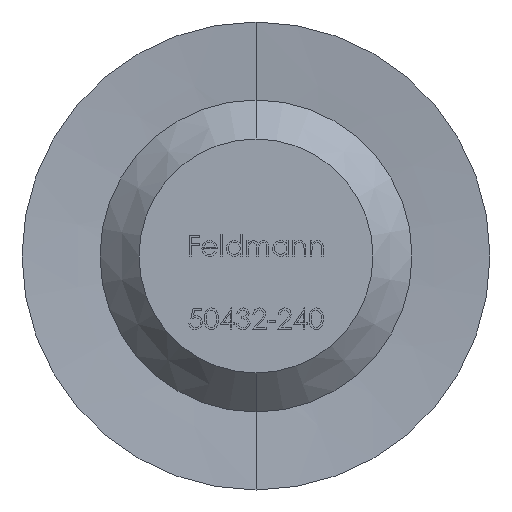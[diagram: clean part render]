
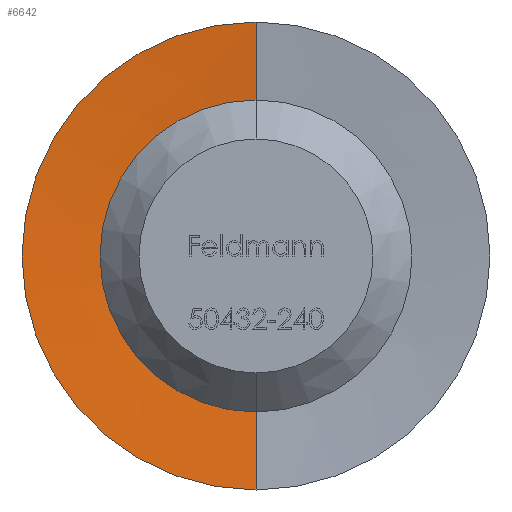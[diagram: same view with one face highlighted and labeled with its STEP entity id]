
A CAD part, front view. The second image highlights one B-rep face of the part: STEP entity #6642.
In plain terms, the highlighted conical face has half-angle 85 degrees and reference radius 3.272 mm.
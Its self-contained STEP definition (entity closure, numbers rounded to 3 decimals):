
#228 = CARTESIAN_POINT ( 'NONE',  ( 0., 0.239, 0. ) ) ;
#435 = DIRECTION ( 'NONE',  ( 0., -0.087, 0.996 ) ) ;
#498 = AXIS2_PLACEMENT_3D ( 'NONE', #11268, #11451, #13350 ) ;
#571 = VECTOR ( 'NONE', #435, 1000. ) ;
#618 = CARTESIAN_POINT ( 'NONE',  ( 0., 0.239, 3.272 ) ) ;
#1368 = DIRECTION ( 'NONE',  ( 0., -1., 0. ) ) ;
#1500 = FACE_OUTER_BOUND ( 'NONE', #8378, .T. ) ;
#1558 = AXIS2_PLACEMENT_3D ( 'NONE', #228, #1368, #12850 ) ;
#2779 = EDGE_CURVE ( 'NONE', #11954, #3184, #8245, .T. ) ;
#2876 = ORIENTED_EDGE ( 'NONE', *, *, #12350, .F. ) ;
#3111 = VECTOR ( 'NONE', #9415, 1000. ) ;
#3184 = VERTEX_POINT ( 'NONE', #3782 ) ;
#3205 = CARTESIAN_POINT ( 'NONE',  ( 0., 0.239, -3.272 ) ) ;
#3325 = CIRCLE ( 'NONE', #498, 3.272 ) ;
#3782 = CARTESIAN_POINT ( 'NONE',  ( 0., 0., -6. ) ) ;
#4621 = CONICAL_SURFACE ( 'NONE', #1558, 3.272, 1.484 ) ;
#4723 = VERTEX_POINT ( 'NONE', #618 ) ;
#4930 = EDGE_CURVE ( 'NONE', #4723, #12764, #3325, .T. ) ;
#5922 = LINE ( 'NONE', #9270, #3111 ) ;
#6323 = DIRECTION ( 'NONE',  ( 0., -1., 0. ) ) ;
#6642 = ADVANCED_FACE ( 'NONE', ( #1500 ), #4621, .F. ) ;
#6812 = ORIENTED_EDGE ( 'NONE', *, *, #2779, .T. ) ;
#7324 = CARTESIAN_POINT ( 'NONE',  ( 0., 0., 0. ) ) ;
#7431 = CARTESIAN_POINT ( 'NONE',  ( 0., 0., 6. ) ) ;
#8245 = CIRCLE ( 'NONE', #10159, 6. ) ;
#8378 = EDGE_LOOP ( 'NONE', ( #11454, #8467, #6812, #2876 ) ) ;
#8467 = ORIENTED_EDGE ( 'NONE', *, *, #9099, .T. ) ;
#9099 = EDGE_CURVE ( 'NONE', #4723, #11954, #10091, .T. ) ;
#9270 = CARTESIAN_POINT ( 'NONE',  ( 0., 0.239, -3.272 ) ) ;
#9381 = DIRECTION ( 'NONE',  ( 0., 0., -1. ) ) ;
#9415 = DIRECTION ( 'NONE',  ( 0., -0.087, -0.996 ) ) ;
#10091 = LINE ( 'NONE', #11004, #571 ) ;
#10159 = AXIS2_PLACEMENT_3D ( 'NONE', #7324, #6323, #9381 ) ;
#11004 = CARTESIAN_POINT ( 'NONE',  ( 0., 0.239, 3.272 ) ) ;
#11268 = CARTESIAN_POINT ( 'NONE',  ( 0., 0.239, 0. ) ) ;
#11451 = DIRECTION ( 'NONE',  ( 0., -1., 0. ) ) ;
#11454 = ORIENTED_EDGE ( 'NONE', *, *, #4930, .F. ) ;
#11954 = VERTEX_POINT ( 'NONE', #7431 ) ;
#12350 = EDGE_CURVE ( 'NONE', #12764, #3184, #5922, .T. ) ;
#12764 = VERTEX_POINT ( 'NONE', #3205 ) ;
#12850 = DIRECTION ( 'NONE',  ( 0., 0., -1. ) ) ;
#13350 = DIRECTION ( 'NONE',  ( 0., 0., -1. ) ) ;
